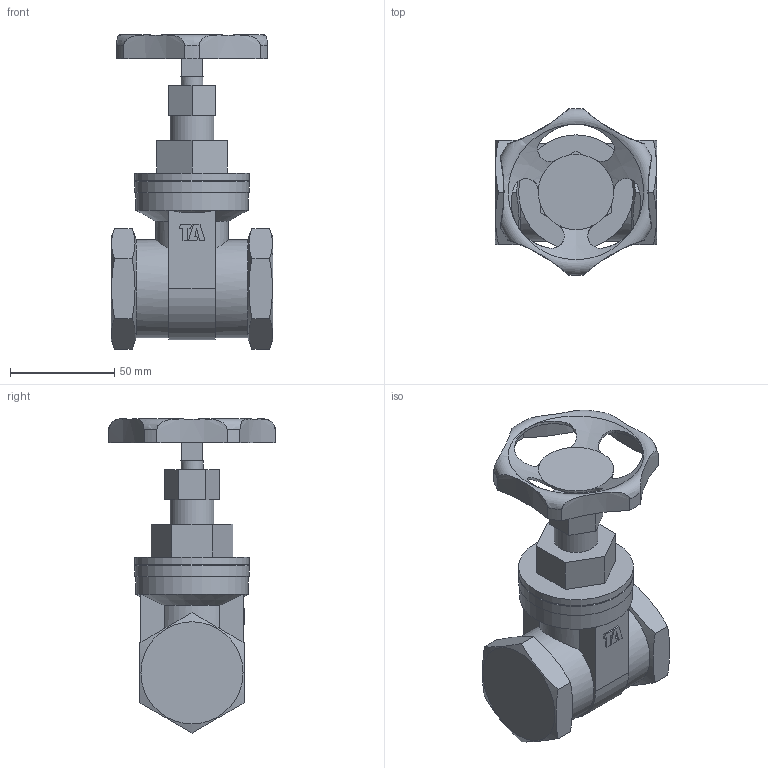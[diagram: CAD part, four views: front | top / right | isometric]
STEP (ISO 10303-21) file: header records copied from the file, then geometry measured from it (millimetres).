
FILE_DESCRIPTION( ( 'Unknown' ), '1' );
FILE_NAME( '51060032.stp', 'Unknown', ( 'Unknown' ), ( 'Unknown' ), 'XStep 1.0', 'Unknown', ' ' );
FILE_SCHEMA( ( 'CONFIG_CONTROL_DESIGN' ) );
Length unit declared in the file: millimetre
Products named in the file (1): 1
Bounding box: 77.5 x 79.96 x 150.67 mm (x, y, z)
Volume: 249239.5 mm3; surface area: 40812.3 mm2
Topology: 1 solids, 1 shells, 128 faces, 341 edges, 218 vertices
Faces by surface type: plane 69, cylinder 46, cone 11, torus 2
Full cylindrical faces by diameter (mm): 10.8 x1, 21 x1, 46.9 x2, 54 x1, 55 x2
Entity records: 5216 total; most frequent: CARTESIAN_POINT 2154, ORIENTED_EDGE 632, DIRECTION 595, EDGE_CURVE 316, AXIS2_PLACEMENT_3D 215, VERTEX_POINT 210, LINE 165, VECTOR 165
